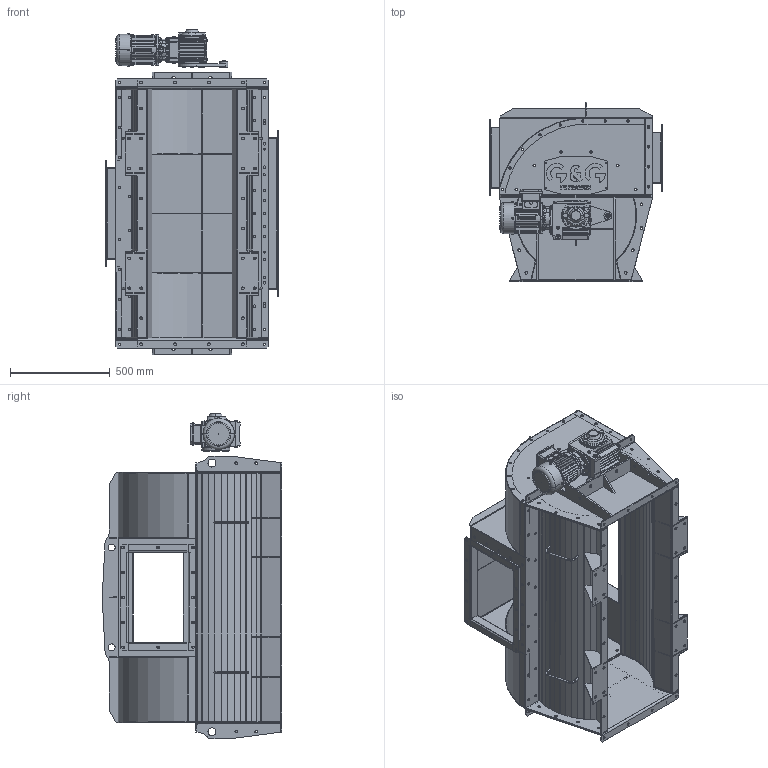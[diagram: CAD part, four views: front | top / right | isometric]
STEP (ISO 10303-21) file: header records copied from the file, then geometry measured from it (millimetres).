
FILE_DESCRIPTION (( 'STEP AP203' ), '1' );
FILE_NAME ('RS0004.STEP', '2023-11-30T12:41:34', ( '' ), ( '' ), 'SwSTEP 2.0', 'SolidWorks 2022', '' );
FILE_SCHEMA (( 'CONFIG_CONTROL_DESIGN' ));
Length unit declared in the file: millimetre
Products named in the file (38): RS-S207-01 - SIDE_Výchozí; RS-S202-01 - COVER_Výchozí; SK 12063 AZD 80L4_Výchozí; RS-S205-05 - REINFORCEMENT_Výchozí; RS0004; RS-S200-03 - FLANGE_Výchozí; RS-S205-00 - WLDM FRONT; RS-S205-03 - BEARING SUPPORT_Výchozí; RS-S200-00 - WLDM COVER; SK12063AZHD-80LPTF-rameno_Výchozí; RS-S200-01 - COVER_Výchozí; RS-S201-03 - COVER_Výchozí; RS-S207-00 - WLDM SIDE; RS-S201-10 - FLANGE_Výchozí; RU-D001-93 - PLACKA LOGO XM_NEREZ; RS-S205-02 - REINFORCEMENT_Výchozí; RS-S200-15 - FLANGE_Výchozí; RS-S200-08 - COVER-MIRR_Výchozí; RS-S201-11 - FLANGE_Výchozí; CV-S004-02 - HANDLE RO_Výchozí; RS-S206-03 - STRIP_Výchozí; RSGG-60-12_Výchozí; RS-S202-00 - WLDM SIDE COVER_Výchozí; RS-S203-01 - COVER_Výchozí; RS-S200-04 - COVER_Výchozí; RS-S200-02 - COVER_Výchozí; RS-S201-00 - WLDM COVER; RS-S206-04 - SUPPORT_Výchozí; RS-S206-02 - FLANGE_Výchozí; RS-S200-10 - STRIP_Výchozí; RS-S206-01 - SIDE_Výchozí; RS-S205-01 - FRONT_Výchozí; RS-S200-14 - FLANGE_Výchozí; RS-M002-21 - ASSY COVER; SK12063AZHD-80LPTF-prevodovka_Výchozí; RS-S200-09 - STRIP_Výchozí; RS-S206-00 - WLDM SIDE; RS-S203-00 - WLDM SIDE COVER_Výchozí
Assembly tree (60 placements, depth 5):
  RS0004
    RSGG-60-12_Výchozí
      RS-S206-00 - WLDM SIDE
        RS-S206-01 - SIDE_Výchozí
        RS-S206-02 - FLANGE_Výchozí  x2
        CV-S004-02 - HANDLE RO_Výchozí  x2
        RS-S206-03 - STRIP_Výchozí  x4
      RS-S207-00 - WLDM SIDE
        RS-S207-01 - SIDE_Výchozí
        RS-S206-02 - FLANGE_Výchozí  x2
        CV-S004-02 - HANDLE RO_Výchozí  x2
        RS-S206-03 - STRIP_Výchozí  x4
      RS-S205-00 - WLDM FRONT  x2
        RS-S205-01 - FRONT_Výchozí
        RS-S205-02 - REINFORCEMENT_Výchozí
        RS-S205-03 - BEARING SUPPORT_Výchozí
        RS-S205-05 - REINFORCEMENT_Výchozí
      RS-M002-21 - ASSY COVER
        RS-S200-00 - WLDM COVER
          RS-S200-01 - COVER_Výchozí
          RS-S200-02 - COVER_Výchozí  x2
          RS-S200-03 - FLANGE_Výchozí  x2
          RS-S200-04 - COVER_Výchozí
          RS-S200-14 - FLANGE_Výchozí  x2
          RS-S200-15 - FLANGE_Výchozí  x2
          RS-S200-08 - COVER-MIRR_Výchozí
          RS-S200-09 - STRIP_Výchozí
          RS-S200-10 - STRIP_Výchozí  x3
        RS-S201-00 - WLDM COVER
          RS-S201-03 - COVER_Výchozí
          RS-S201-10 - FLANGE_Výchozí  x2
          RS-S201-11 - FLANGE_Výchozí  x2
        RS-S202-00 - WLDM SIDE COVER_Výchozí
          RS-S202-01 - COVER_Výchozí
        RS-S203-00 - WLDM SIDE COVER_Výchozí
          RS-S203-01 - COVER_Výchozí
      RU-D001-93 - PLACKA LOGO XM_NEREZ  x2
      SK 12063 AZD 80L4_Výchozí
        SK12063AZHD-80LPTF-prevodovka_Výchozí
        SK12063AZHD-80LPTF-rameno_Výchozí
  RS-S206-04 - SUPPORT_Výchozí
Bounding box: 865.69 x 899.97 x 1630.5 mm (x, y, z)
Volume: 26373017 mm3; surface area: 12009499.8 mm2
Topology: 54 solids, 68 shells, 3385 faces, 8952 edges, 5732 vertices
Faces by surface type: plane 1749, cylinder 1285, cone 210, bspline 92, torus 48, sphere 1
Entity records: 92441 total; most frequent: CARTESIAN_POINT 19047, DIRECTION 14498, ORIENTED_EDGE 14286, EDGE_CURVE 7143, AXIS2_PLACEMENT_3D 5188, VERTEX_POINT 4592, VECTOR 4122, LINE 4122
